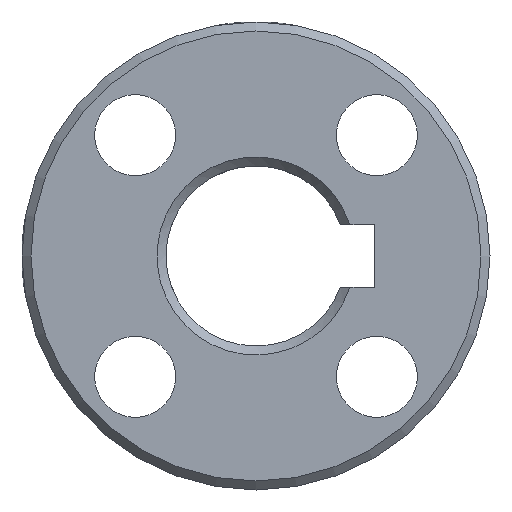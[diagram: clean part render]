
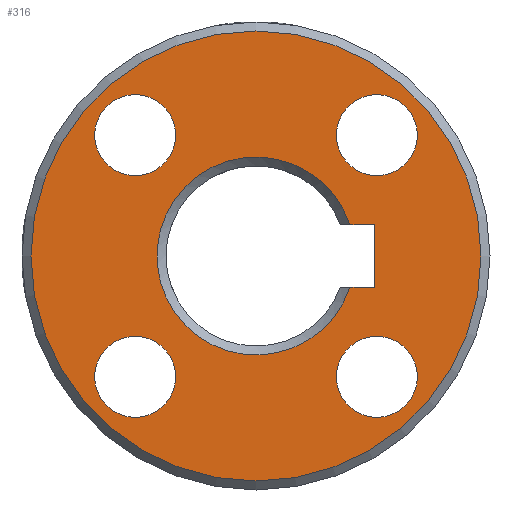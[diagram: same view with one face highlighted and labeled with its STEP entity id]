
A CAD part, left-side view. The second image highlights one B-rep face of the part: STEP entity #316.
In plain terms, the highlighted planar face has unit normal (-1, 0, 0).
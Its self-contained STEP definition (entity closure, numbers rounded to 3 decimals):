
#30=PLANE('',#352);
#45=CIRCLE('',#353,5.5);
#46=CIRCLE('',#354,2.25);
#47=CIRCLE('',#355,2.25);
#48=CIRCLE('',#356,2.25);
#49=CIRCLE('',#357,2.25);
#50=CIRCLE('',#358,12.5);
#67=ORIENTED_EDGE('',*,*,#139,.T.);
#68=ORIENTED_EDGE('',*,*,#140,.T.);
#69=ORIENTED_EDGE('',*,*,#141,.T.);
#70=ORIENTED_EDGE('',*,*,#142,.T.);
#71=ORIENTED_EDGE('',*,*,#143,.T.);
#72=ORIENTED_EDGE('',*,*,#144,.T.);
#73=ORIENTED_EDGE('',*,*,#145,.T.);
#74=ORIENTED_EDGE('',*,*,#146,.T.);
#75=ORIENTED_EDGE('',*,*,#147,.F.);
#139=EDGE_CURVE('',#175,#176,#201,.T.);
#140=EDGE_CURVE('',#176,#177,#45,.T.);
#141=EDGE_CURVE('',#177,#178,#202,.T.);
#142=EDGE_CURVE('',#178,#175,#203,.T.);
#143=EDGE_CURVE('',#179,#179,#46,.T.);
#144=EDGE_CURVE('',#180,#180,#47,.T.);
#145=EDGE_CURVE('',#181,#181,#48,.T.);
#146=EDGE_CURVE('',#182,#182,#49,.T.);
#147=EDGE_CURVE('',#183,#183,#50,.T.);
#175=VERTEX_POINT('',#511);
#176=VERTEX_POINT('',#512);
#177=VERTEX_POINT('',#514);
#178=VERTEX_POINT('',#516);
#179=VERTEX_POINT('',#519);
#180=VERTEX_POINT('',#521);
#181=VERTEX_POINT('',#523);
#182=VERTEX_POINT('',#525);
#183=VERTEX_POINT('',#527);
#201=LINE('',#510,#211);
#202=LINE('',#515,#212);
#203=LINE('',#517,#213);
#211=VECTOR('',#399,1000.);
#212=VECTOR('',#402,1000.);
#213=VECTOR('',#403,1000.);
#222=EDGE_LOOP('',(#67,#68,#69,#70));
#223=EDGE_LOOP('',(#71));
#224=EDGE_LOOP('',(#72));
#225=EDGE_LOOP('',(#73));
#226=EDGE_LOOP('',(#74));
#227=EDGE_LOOP('',(#75));
#266=FACE_BOUND('',#222,.T.);
#267=FACE_BOUND('',#223,.T.);
#268=FACE_BOUND('',#224,.T.);
#269=FACE_BOUND('',#225,.T.);
#270=FACE_BOUND('',#226,.T.);
#271=FACE_BOUND('',#227,.T.);
#316=ADVANCED_FACE('',(#266,#267,#268,#269,#270,#271),#30,.T.);
#352=AXIS2_PLACEMENT_3D('',#509,#397,#398);
#353=AXIS2_PLACEMENT_3D('',#513,#400,#401);
#354=AXIS2_PLACEMENT_3D('',#518,#404,#405);
#355=AXIS2_PLACEMENT_3D('',#520,#406,#407);
#356=AXIS2_PLACEMENT_3D('',#522,#408,#409);
#357=AXIS2_PLACEMENT_3D('',#524,#410,#411);
#358=AXIS2_PLACEMENT_3D('',#526,#412,#413);
#397=DIRECTION('',(-1.,0.,0.));
#398=DIRECTION('',(0.,0.,1.));
#399=DIRECTION('',(0.,1.,0.));
#400=DIRECTION('',(1.,0.,0.));
#401=DIRECTION('',(0.,0.,-1.));
#402=DIRECTION('',(0.,-1.,0.));
#403=DIRECTION('',(0.,0.,-1.));
#404=DIRECTION('',(1.,0.,0.));
#405=DIRECTION('',(0.,0.,-1.));
#406=DIRECTION('',(1.,0.,0.));
#407=DIRECTION('',(0.,0.,-1.));
#408=DIRECTION('',(1.,0.,0.));
#409=DIRECTION('',(0.,0.,-1.));
#410=DIRECTION('',(1.,0.,0.));
#411=DIRECTION('',(0.,0.,-1.));
#412=DIRECTION('',(1.,0.,0.));
#413=DIRECTION('',(0.,0.,-1.));
#509=CARTESIAN_POINT('',(0.,12.5,0.));
#510=CARTESIAN_POINT('',(0.,-6.6,-1.75));
#511=CARTESIAN_POINT('',(0.,-6.6,-1.75));
#512=CARTESIAN_POINT('',(0.,-5.214,-1.75));
#513=CARTESIAN_POINT('',(0.,0.,0.));
#514=CARTESIAN_POINT('',(0.,-5.214,1.75));
#515=CARTESIAN_POINT('',(0.,0.,1.75));
#516=CARTESIAN_POINT('',(0.,-6.6,1.75));
#517=CARTESIAN_POINT('',(0.,-6.6,1.75));
#518=CARTESIAN_POINT('',(0.,-6.718,-6.718));
#519=CARTESIAN_POINT('',(0.,-6.718,-8.968));
#520=CARTESIAN_POINT('',(0.,-6.718,6.718));
#521=CARTESIAN_POINT('',(0.,-6.718,4.468));
#522=CARTESIAN_POINT('',(0.,6.718,6.718));
#523=CARTESIAN_POINT('',(0.,6.718,4.468));
#524=CARTESIAN_POINT('',(0.,6.718,-6.718));
#525=CARTESIAN_POINT('',(0.,6.718,-8.968));
#526=CARTESIAN_POINT('',(0.,0.,0.));
#527=CARTESIAN_POINT('',(0.,0.,-12.5));
